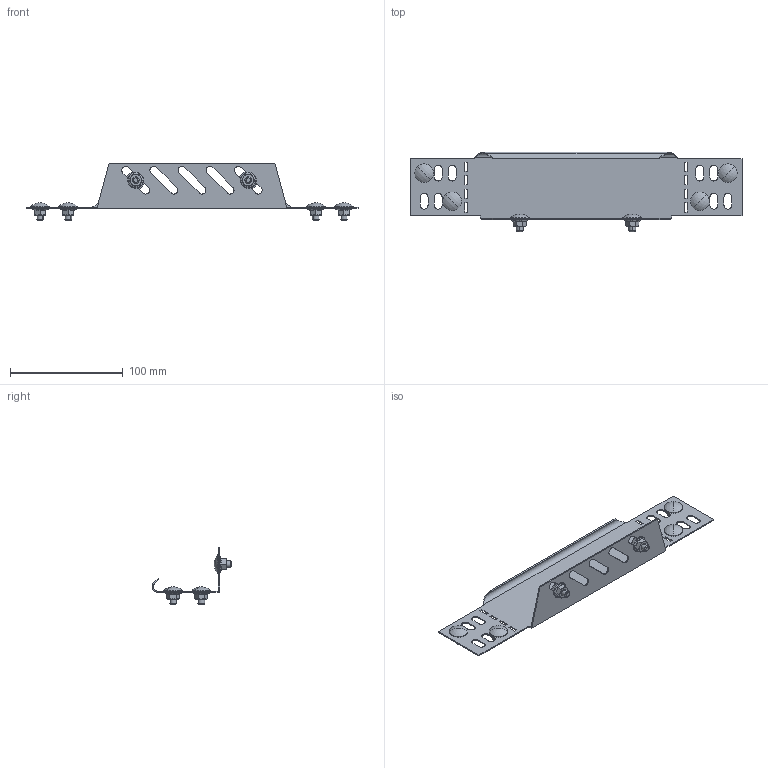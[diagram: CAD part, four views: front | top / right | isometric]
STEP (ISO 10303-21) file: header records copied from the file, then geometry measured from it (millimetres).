
FILE_DESCRIPTION (( 'STEP AP214' ), '1' );
FILE_NAME ('7195336.STEP', '2019-11-14T08:56:02', ( '' ), ( '' ), 'SwSTEP 2.0', 'SolidWorks 2018', '' );
FILE_SCHEMA (( 'AUTOMOTIVE_DESIGN' ));
Length unit declared in the file: millimetre
Products named in the file (4): 020262_DIN EN 1661 - M6; 020342_DIN 603 M6x12; KTS 07.054-010_RWEB 60 x 200; 7195336
Assembly tree (13 placements, depth 2):
  7195336
    KTS 07.054-010_RWEB 60 x 200
    020342_DIN 603 M6x12  x6
    020262_DIN EN 1661 - M6  x6
Bounding box: 295 x 71 x 51 mm (x, y, z)
Volume: 30429.1 mm3; surface area: 53865.2 mm2
Topology: 13 solids, 13 shells, 481 faces, 1165 edges, 716 vertices
Faces by surface type: plane 172, cylinder 131, cone 114, bspline 40, sphere 12, torus 12
Entity records: 6733 total; most frequent: CARTESIAN_POINT 1635, ORIENTED_EDGE 1030, DIRECTION 967, EDGE_CURVE 515, VERTEX_POINT 331, LINE 325, VECTOR 325, AXIS2_PLACEMENT_3D 321
